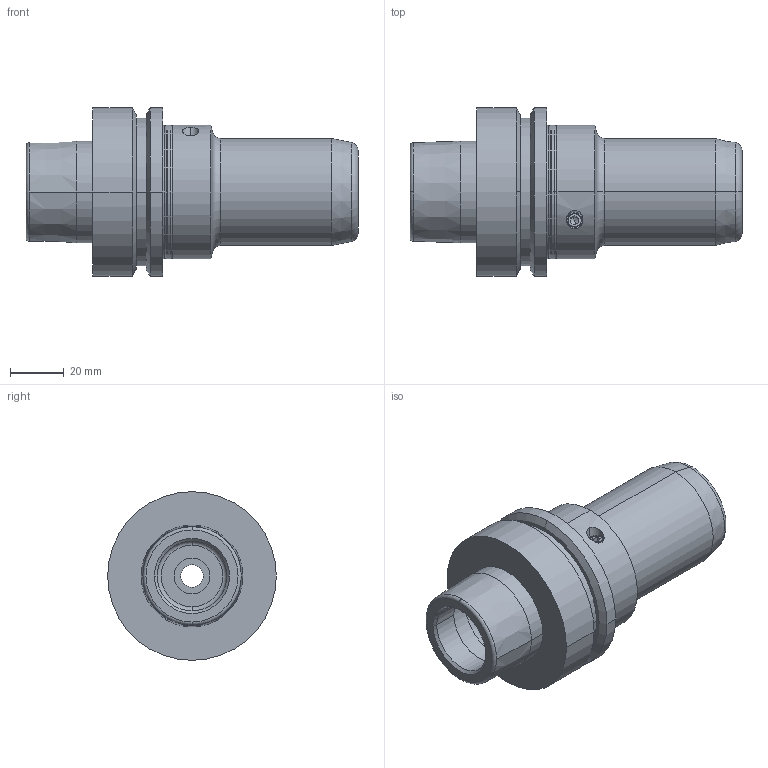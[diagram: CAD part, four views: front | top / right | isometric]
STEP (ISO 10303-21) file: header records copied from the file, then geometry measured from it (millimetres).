
FILE_DESCRIPTION(/* description */ ('Alibre Inc.'),/* implementation_level */ '2;1');
FILE_NAME(/* name */ 'export-703F3FA2-A06B-4373-B4BD-EBBCD895B6FA',/* time_stamp */ '2020-05-16T14:05:32+02:00',/* author */ (''),/* organization */ (''),/* preprocessor_version */ 'ST-DEVELOPER v17',/* originating_system */ 'Alibre',/* authorisation */ '');
FILE_SCHEMA (('AUTOMOTIVE_DESIGN'));
Length unit declared in the file: millimetre
Products named in the file (12): Innerdel Slank GM-20; Ytterdel Slank GM-20; Hylsa Slank GM-20; S529 - DIN 915 M6x8; O010; 464290; 492610; 492750 - Kolv kompl 240 ccm; S533 - DIN 915 M10x12; Kona Slank HSK63F 20-32; Chuckämne G2-20; STEP Chuckämne 2 Slank GM-20
Bounding box: 124 x 63 x 63 mm (x, y, z)
Volume: 163412.9 mm3; surface area: 48740.3 mm2
Topology: 8 solids, 8 shells, 248 faces, 564 edges, 334 vertices
Faces by surface type: cylinder 98, cone 70, plane 45, torus 33, sphere 2
Entity records: 7132 total; most frequent: CARTESIAN_POINT 1438, DIRECTION 1159, ORIENTED_EDGE 1092, EDGE_CURVE 546, AXIS2_PLACEMENT_3D 517, VERTEX_POINT 334, CIRCLE 294, EDGE_LOOP 280
